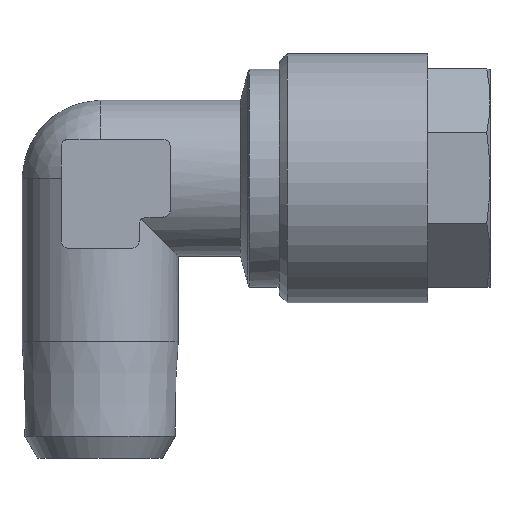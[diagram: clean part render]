
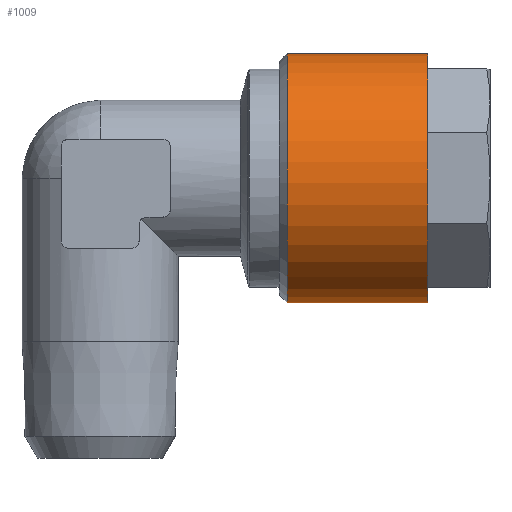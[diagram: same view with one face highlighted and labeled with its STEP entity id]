
A CAD part, top view. The second image highlights one B-rep face of the part: STEP entity #1009.
In plain terms, the highlighted cylindrical face has radius 8 mm (diameter 16 mm), a full revolution.
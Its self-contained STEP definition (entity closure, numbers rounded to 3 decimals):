
#18=CYLINDRICAL_SURFACE('',#1090,8.);
#58=FACE_BOUND('',#236,.T.);
#113=CIRCLE('',#1091,8.);
#114=CIRCLE('',#1092,8.);
#164=FACE_OUTER_BOUND('',#235,.T.);
#235=EDGE_LOOP('',(#713));
#236=EDGE_LOOP('',(#714));
#462=VERTEX_POINT('',#1552);
#463=VERTEX_POINT('',#1554);
#563=EDGE_CURVE('',#462,#462,#113,.T.);
#564=EDGE_CURVE('',#463,#463,#114,.T.);
#713=ORIENTED_EDGE('',*,*,#563,.T.);
#714=ORIENTED_EDGE('',*,*,#564,.F.);
#1009=ADVANCED_FACE('',(#164,#58),#18,.T.);
#1090=AXIS2_PLACEMENT_3D('',#1551,#1229,#1230);
#1091=AXIS2_PLACEMENT_3D('',#1553,#1231,#1232);
#1092=AXIS2_PLACEMENT_3D('',#1555,#1233,#1234);
#1229=DIRECTION('center_axis',(-1.,0.,0.));
#1230=DIRECTION('ref_axis',(0.,0.383,-0.924));
#1231=DIRECTION('center_axis',(-1.,0.,0.));
#1232=DIRECTION('ref_axis',(0.,-0.383,0.924));
#1233=DIRECTION('center_axis',(-1.,0.,0.));
#1234=DIRECTION('ref_axis',(0.,0.383,-0.924));
#1551=CARTESIAN_POINT('Origin',(-7.273,10.78,0.));
#1552=CARTESIAN_POINT('',(2.227,13.842,-7.391));
#1553=CARTESIAN_POINT('Origin',(2.227,10.78,0.));
#1554=CARTESIAN_POINT('',(-6.773,13.842,-7.391));
#1555=CARTESIAN_POINT('Origin',(-6.773,10.78,0.));
